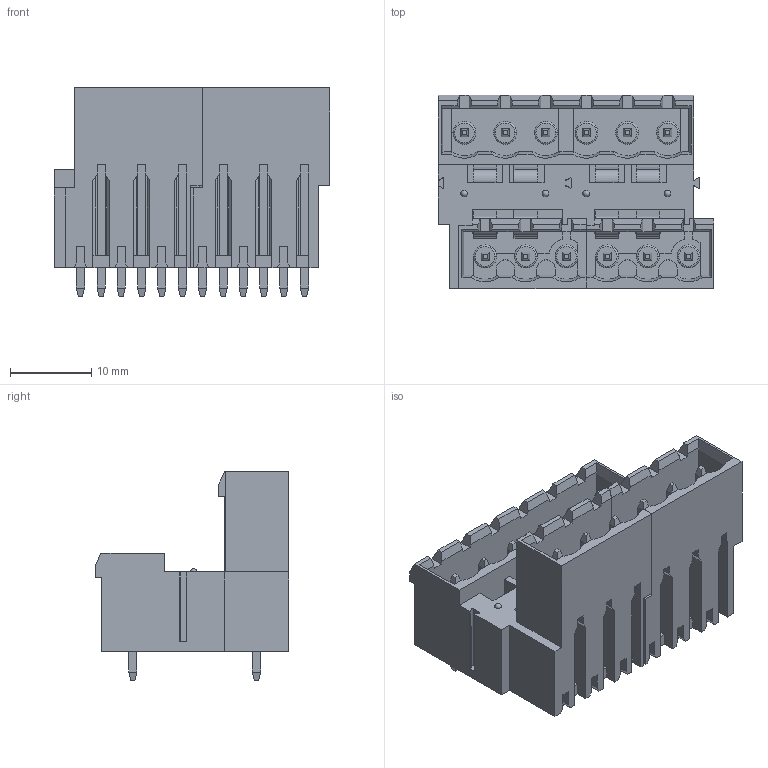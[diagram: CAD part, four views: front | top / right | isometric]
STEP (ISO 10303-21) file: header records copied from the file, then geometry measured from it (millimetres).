
FILE_DESCRIPTION((''),'2;1');
FILE_NAME('WJ2EDGVTC-500-06P','2019-03-13T',('Administrator'),(''),'CREO PARAMETRIC BY PTC INC, 2016380','CREO PARAMETRIC BY PTC INC, 2016380','');
FILE_SCHEMA(('CONFIG_CONTROL_DESIGN'));
Length unit declared in the file: millimetre
Products named in the file (1): WJ2EDGVTC-500-06P
Bounding box: 33.9 x 23.8 x 25.6 mm (x, y, z)
Volume: 5978.2 mm3; surface area: 9314 mm2
Topology: 1 solids, 1 shells, 910 faces, 2429 edges, 1536 vertices
Faces by surface type: plane 796, cylinder 74, torus 24, cone 12, sphere 4
Entity records: 27831 total; most frequent: CARTESIAN_POINT 4955, ORIENTED_EDGE 4842, DIRECTION 4455, EDGE_CURVE 2421, VECTOR 2159, LINE 2159, VERTEX_POINT 1536, AXIS2_PLACEMENT_3D 1148
